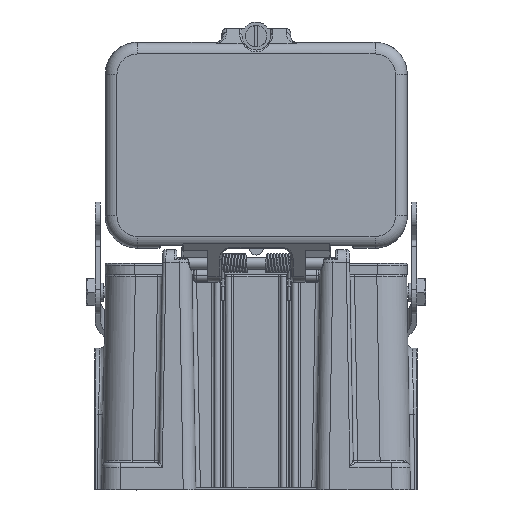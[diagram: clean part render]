
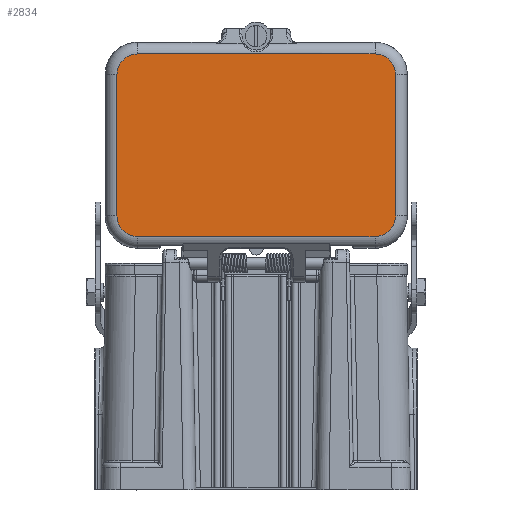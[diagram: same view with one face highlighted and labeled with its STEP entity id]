
A CAD part, front view. The second image highlights one B-rep face of the part: STEP entity #2834.
In plain terms, the highlighted face is planar.
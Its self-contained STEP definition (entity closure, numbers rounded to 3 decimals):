
#1206=PLANE('',#19018);
#2834=ADVANCED_FACE('NONE',(#4156),#1206,.T.);
#4156=FACE_OUTER_BOUND('',#5296,.T.);
#5296=EDGE_LOOP('',(#12499,#12500,#12501,#12502,#12503,#12504,#12505,#12506));
#6423=LINE('',#42321,#7554);
#6424=LINE('',#42339,#7555);
#6425=LINE('',#42357,#7556);
#6426=LINE('',#42368,#7557);
#7554=VECTOR('',#23756,1.);
#7555=VECTOR('',#23763,1.);
#7556=VECTOR('',#23770,1.);
#7557=VECTOR('',#23777,1.);
#12499=ORIENTED_EDGE('',*,*,#16560,.F.);
#12500=ORIENTED_EDGE('',*,*,#16561,.F.);
#12501=ORIENTED_EDGE('',*,*,#16548,.F.);
#12502=ORIENTED_EDGE('',*,*,#16550,.F.);
#12503=ORIENTED_EDGE('',*,*,#16552,.F.);
#12504=ORIENTED_EDGE('',*,*,#16554,.F.);
#12505=ORIENTED_EDGE('',*,*,#16556,.F.);
#12506=ORIENTED_EDGE('',*,*,#16558,.F.);
#14075=VERTEX_POINT('',#42304);
#14076=VERTEX_POINT('',#42311);
#14077=VERTEX_POINT('',#42320);
#14078=VERTEX_POINT('',#42329);
#14079=VERTEX_POINT('',#42338);
#14080=VERTEX_POINT('',#42347);
#14081=VERTEX_POINT('',#42356);
#14082=VERTEX_POINT('',#42365);
#16548=EDGE_CURVE('',#14076,#14075,#17196,.T.);
#16550=EDGE_CURVE('',#14077,#14076,#6423,.T.);
#16552=EDGE_CURVE('',#14078,#14077,#17197,.T.);
#16554=EDGE_CURVE('',#14079,#14078,#6424,.T.);
#16556=EDGE_CURVE('',#14080,#14079,#17198,.T.);
#16558=EDGE_CURVE('',#14081,#14080,#6425,.T.);
#16560=EDGE_CURVE('',#14082,#14081,#17199,.T.);
#16561=EDGE_CURVE('',#14075,#14082,#6426,.T.);
#17196=CIRCLE('',#19006,8.999);
#17197=CIRCLE('',#19009,8.999);
#17198=CIRCLE('',#19012,8.999);
#17199=CIRCLE('',#19015,8.999);
#19006=AXIS2_PLACEMENT_3D('',#42312,#23752,#23753);
#19009=AXIS2_PLACEMENT_3D('',#42330,#23759,#23760);
#19012=AXIS2_PLACEMENT_3D('',#42348,#23766,#23767);
#19015=AXIS2_PLACEMENT_3D('',#42366,#23773,#23774);
#19018=AXIS2_PLACEMENT_3D('',#42370,#23780,#23781);
#23752=DIRECTION('',(0.,-1.,0.));
#23753=DIRECTION('',(0.,0.,1.));
#23756=DIRECTION('',(0.,0.,1.));
#23759=DIRECTION('',(0.,-1.,0.));
#23760=DIRECTION('',(-1.,0.,0.));
#23763=DIRECTION('',(1.,0.,0.));
#23766=DIRECTION('',(0.,-1.,0.));
#23767=DIRECTION('',(0.,0.,1.));
#23770=DIRECTION('',(0.,0.,-1.));
#23773=DIRECTION('',(0.,-1.,0.));
#23774=DIRECTION('',(-1.,0.,0.));
#23777=DIRECTION('',(-1.,0.,0.));
#23780=DIRECTION('',(0.,1.,0.));
#23781=DIRECTION('',(0.,0.,1.));
#42304=CARTESIAN_POINT('',(209.587,17.035,255.977));
#42311=CARTESIAN_POINT('',(218.586,17.035,246.977));
#42312=CARTESIAN_POINT('',(209.587,17.035,246.977));
#42320=CARTESIAN_POINT('',(218.586,17.035,185.204));
#42321=CARTESIAN_POINT('',(218.586,17.035,216.091));
#42329=CARTESIAN_POINT('',(209.587,17.035,176.204));
#42330=CARTESIAN_POINT('',(209.587,17.035,185.204));
#42338=CARTESIAN_POINT('',(105.813,17.035,176.204));
#42339=CARTESIAN_POINT('',(157.7,17.035,176.204));
#42347=CARTESIAN_POINT('',(96.814,17.035,185.204));
#42348=CARTESIAN_POINT('',(105.813,17.035,185.204));
#42356=CARTESIAN_POINT('',(96.814,17.035,246.977));
#42357=CARTESIAN_POINT('',(96.814,17.035,216.091));
#42365=CARTESIAN_POINT('',(105.813,17.035,255.977));
#42366=CARTESIAN_POINT('',(105.813,17.035,246.977));
#42368=CARTESIAN_POINT('',(157.7,17.035,255.977));
#42370=CARTESIAN_POINT('',(157.7,17.035,216.091));
